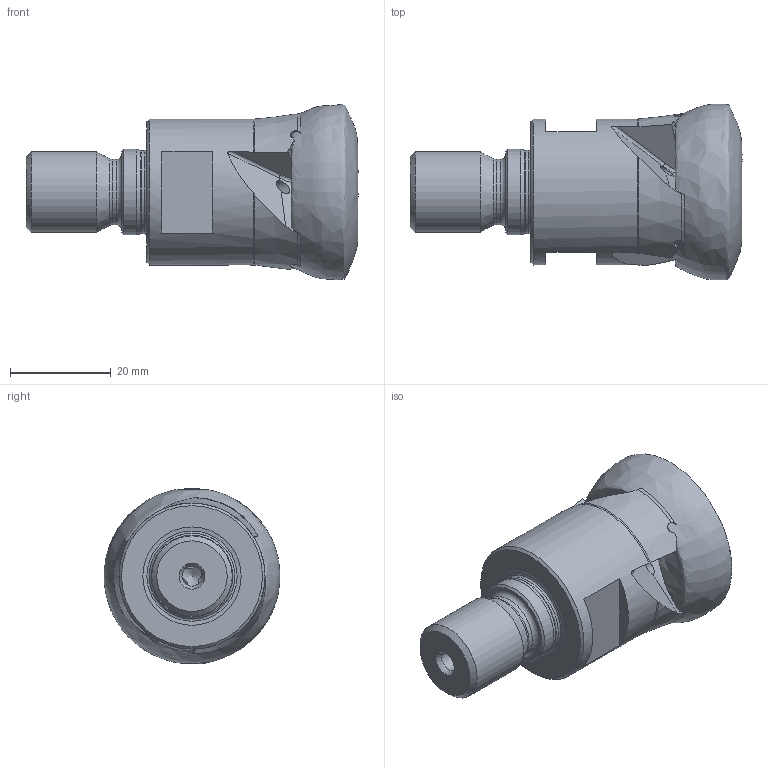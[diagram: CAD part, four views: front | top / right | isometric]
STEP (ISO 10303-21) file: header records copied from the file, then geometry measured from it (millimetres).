
FILE_DESCRIPTION (( 'STEP AP214' ), '1' );
FILE_NAME ('ESF-35-M16-12-3.STEP', '2013-10-31T09:02:13', ( '' ), ( '' ), 'SwSTEP 2.0', 'SolidWorks 2013', '' );
FILE_SCHEMA (( 'AUTOMOTIVE_DESIGN' ));
Length unit declared in the file: millimetre
Products named in the file (1): ESF-35-M16-12-3
Bounding box: 65.95 x 34.95 x 34.85 mm (x, y, z)
Volume: 31813.5 mm3; surface area: 8326.1 mm2
Topology: 1 solids, 1 shells, 160 faces, 441 edges, 282 vertices
Faces by surface type: plane 65, cylinder 38, cone 29, bspline 17, torus 11
Full cylindrical faces by diameter (mm): 3 x3, 4 x1, 13 x1, 16 x1, 16.558 x1, 17 x2, 29 x1
Entity records: 7931 total; most frequent: CARTESIAN_POINT 4422, ORIENTED_EDGE 800, DIRECTION 598, EDGE_CURVE 400, VERTEX_POINT 267, AXIS2_PLACEMENT_3D 244, EDGE_LOOP 187, FACE_OUTER_BOUND 174
